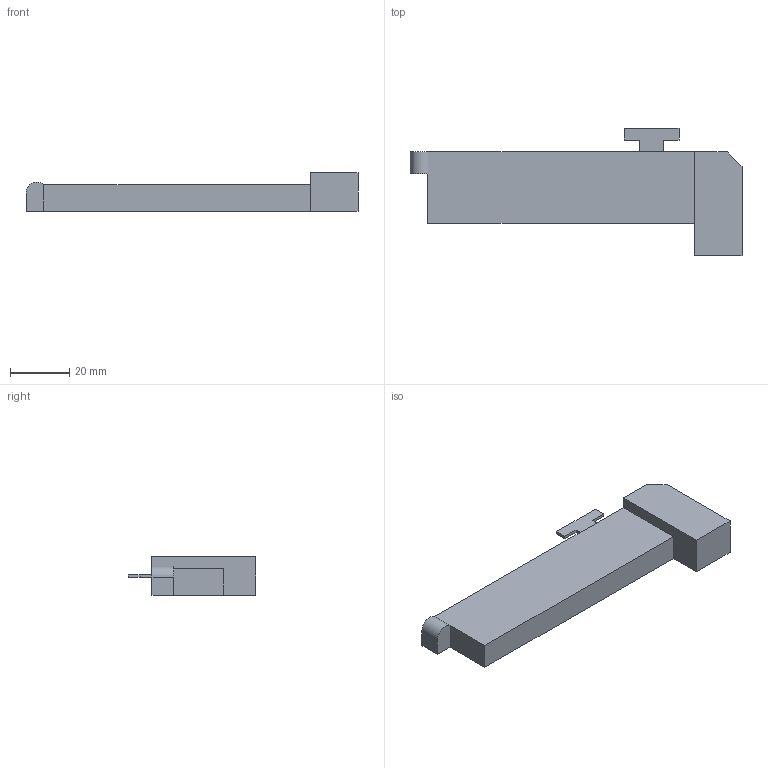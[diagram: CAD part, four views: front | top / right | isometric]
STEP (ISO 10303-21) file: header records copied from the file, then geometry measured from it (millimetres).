
FILE_DESCRIPTION(/* description */ (''),/* implementation_level */ '2;1');
FILE_NAME(/* name */ 'PSM_60 v5.step',/* time_stamp */ '2022-06-18T17:40:08+02:00',/* author */ (''),/* organization */ (''),/* preprocessor_version */ 'ST-DEVELOPER v19',/* originating_system */ 'Autodesk Translation Framework v11.7.0.108',/* authorisation */ '');
FILE_SCHEMA (('AUTOMOTIVE_DESIGN { 1 0 10303 214 3 1 1 }'));
Length unit declared in the file: millimetre
Products named in the file (3): PSM_60; Potentiometer; schieber
Assembly tree (2 placements, depth 2):
  PSM_60
    Potentiometer
    schieber
Bounding box: 112 x 43 x 13 mm (x, y, z)
Volume: 27245.7 mm3; surface area: 9176.2 mm2
Topology: 2 solids, 2 shells, 31 faces, 80 edges, 53 vertices
Faces by surface type: plane 30, cylinder 1
Entity records: 1013 total; most frequent: CARTESIAN_POINT 169, ORIENTED_EDGE 160, DIRECTION 154, EDGE_CURVE 80, LINE 78, VECTOR 78, VERTEX_POINT 53, AXIS2_PLACEMENT_3D 38
